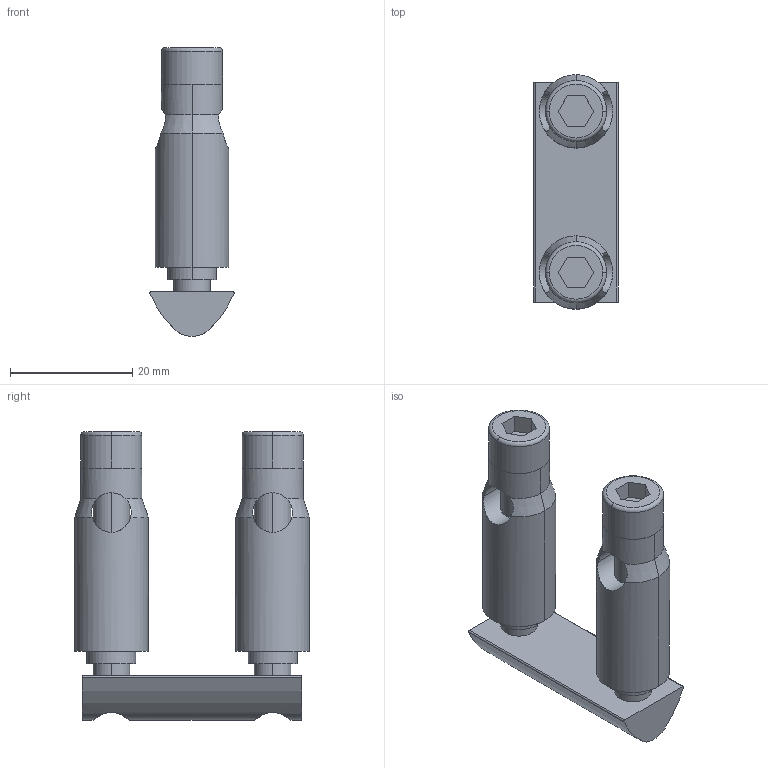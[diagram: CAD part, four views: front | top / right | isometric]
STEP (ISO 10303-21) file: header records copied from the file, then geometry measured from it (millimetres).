
FILE_DESCRIPTION(('no description'),'unknown implementation level');
FILE_NAME('item_0067284_Automatik_Verbindungssatz_8_40_9.stp',' ',('item Industrietechnik GmbH'),('CADClick - KiM GmbH - www.kimweb.de'),'unknown preprocess','ACIS','unknown authorization');
FILE_SCHEMA(('automotive_design'));
Length unit declared in the file: millimetre
Products named in the file (1): item_0067284_Automatik-Verbindungssatz 8 40
Bounding box: 13.8 x 38.4 x 47.3 mm (x, y, z)
Volume: 9380.8 mm3; surface area: 7124.8 mm2
Topology: 1 solids, 1 shells, 99 faces, 251 edges, 162 vertices
Faces by surface type: cylinder 46, plane 29, cone 12, torus 12
Entity records: 6846 total; most frequent: CARTESIAN_POINT 1565, STYLED_ITEM 513, PRESENTATION_STYLE_ASSIGNMENT 513, COLOUR_RGB 513, DIRECTION 503, ORIENTED_EDGE 502, EDGE_CURVE 251, CURVE_STYLE 251
